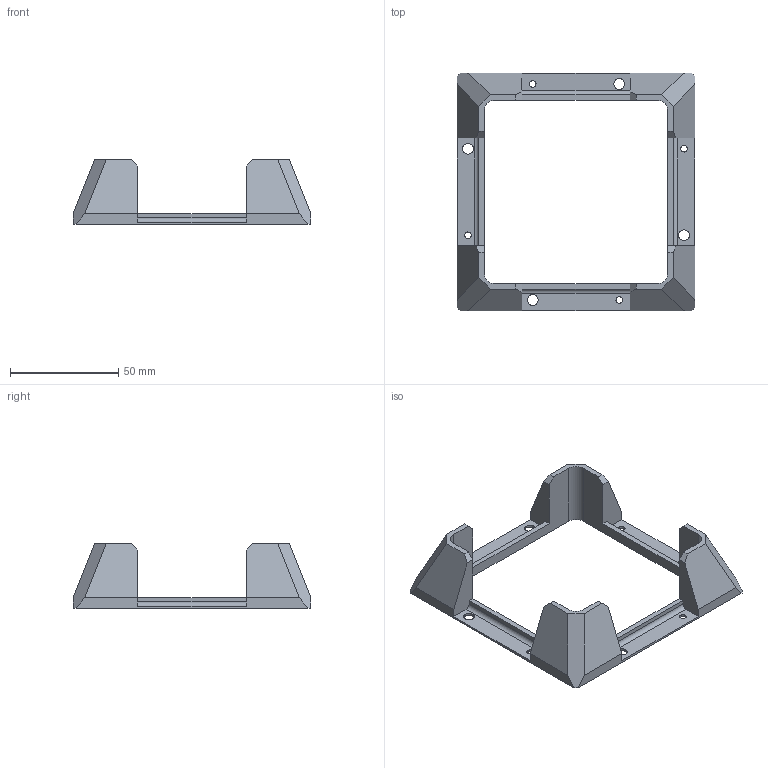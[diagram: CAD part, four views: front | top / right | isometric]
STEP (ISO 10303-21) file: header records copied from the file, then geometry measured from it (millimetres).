
FILE_DESCRIPTION(/* description */ (''),/* implementation_level */ '2;1');
FILE_NAME(/* name */ 'Handsfree-base v3.step',/* time_stamp */ '2021-09-04T16:22:21+09:00',/* author */ (''),/* organization */ (''),/* preprocessor_version */ 'ST-DEVELOPER v18.1',/* originating_system */ 'Autodesk Translation Framework v10.10.0.1391',/* authorisation */ '');
FILE_SCHEMA (('AUTOMOTIVE_DESIGN { 1 0 10303 214 3 1 1 }'));
Length unit declared in the file: millimetre
Products named in the file (1): Handsfree-base
Bounding box: 110 x 110 x 30 mm (x, y, z)
Volume: 48140.7 mm3; surface area: 21377.2 mm2
Topology: 1 solids, 1 shells, 69 faces, 204 edges, 136 vertices
Faces by surface type: plane 53, cylinder 16
Full cylindrical faces by diameter (mm): 3 x4, 5 x4
Entity records: 2359 total; most frequent: CARTESIAN_POINT 410, ORIENTED_EDGE 408, DIRECTION 376, EDGE_CURVE 204, LINE 172, VECTOR 172, VERTEX_POINT 136, AXIS2_PLACEMENT_3D 102
